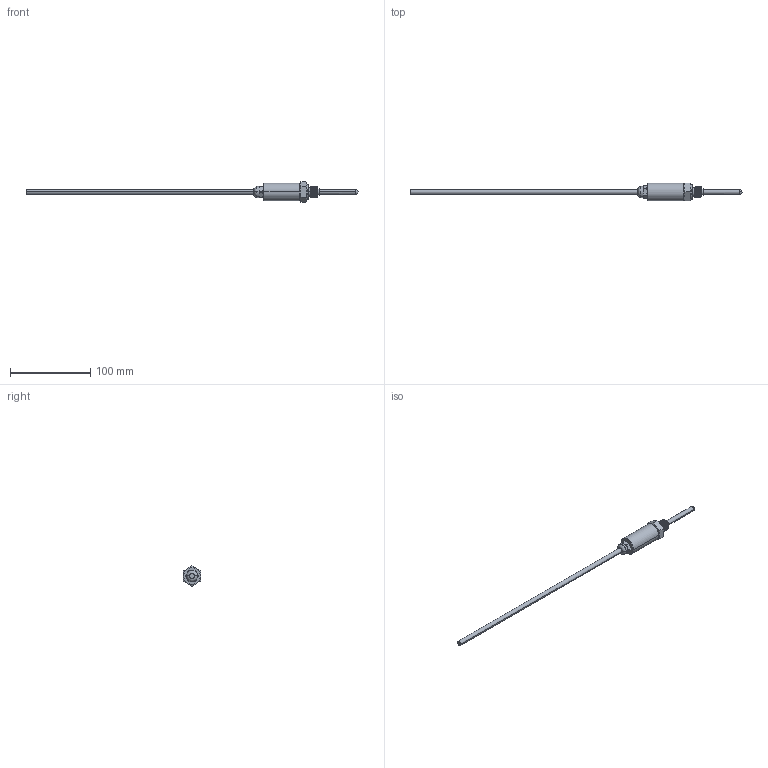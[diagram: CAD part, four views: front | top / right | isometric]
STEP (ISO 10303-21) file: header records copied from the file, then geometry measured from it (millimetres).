
FILE_DESCRIPTION (( 'STEP AP214' ), '1' );
FILE_NAME ('SRTH600-202-2102_3D.STEP', '2022-03-10T21:48:47', ( '' ), ( '' ), 'SwSTEP 2.0', 'SolidWorks 2021', '' );
FILE_SCHEMA (( 'AUTOMOTIVE_DESIGN' ));
Length unit declared in the file: inch
Products named in the file (4): M12X1FANGSHUIJIETOUZP_1_ASM; MANIFOLD_SOLID_BREP_3707; SRTH600-202-2101; SRTH600-202-2102_3D
Assembly tree (3 placements, depth 3):
  SRTH600-202-2102_3D
    SRTH600-202-2101
    M12X1FANGSHUIJIETOUZP_1_ASM
      MANIFOLD_SOLID_BREP_3707
Bounding box: 413 x 22 x 25.4 mm (x, y, z)
Volume: 35450.5 mm3; surface area: 13700 mm2
Topology: 2 solids, 2 shells, 164 faces, 430 edges, 281 vertices
Faces by surface type: cylinder 57, cone 52, plane 36, bspline 17, torus 2
Entity records: 10329 total; most frequent: CARTESIAN_POINT 6485, ORIENTED_EDGE 852, DIRECTION 661, EDGE_CURVE 426, AXIS2_PLACEMENT_3D 283, VERTEX_POINT 281, B_SPLINE_CURVE_WITH_KNOTS 202, EDGE_LOOP 179
